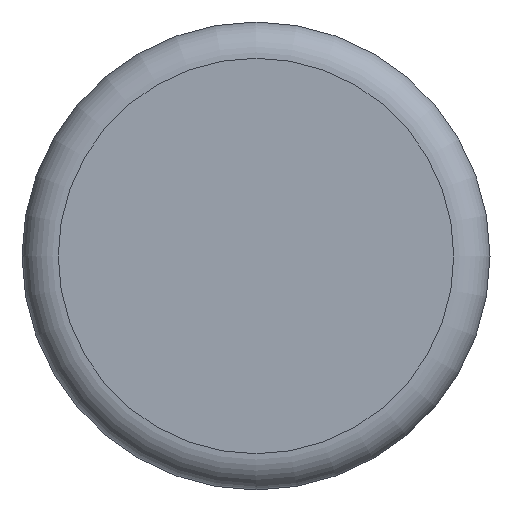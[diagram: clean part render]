
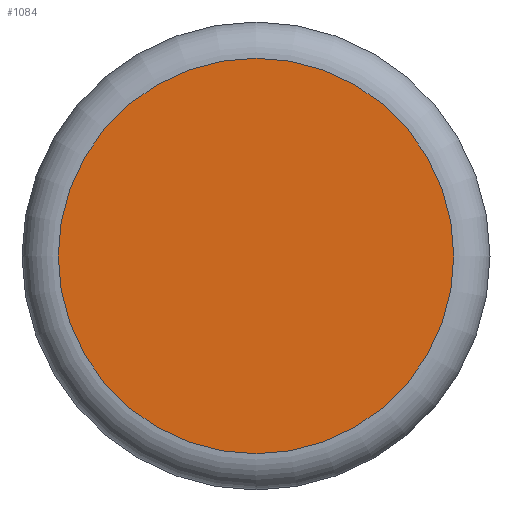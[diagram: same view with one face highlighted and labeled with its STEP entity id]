
A CAD part, left-side view. The second image highlights one B-rep face of the part: STEP entity #1084.
In plain terms, the highlighted face is planar.
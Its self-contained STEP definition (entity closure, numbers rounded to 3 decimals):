
#83=PLANE('',#1292);
#286=FACE_OUTER_BOUND('',#363,.T.);
#363=EDGE_LOOP('',(#807));
#455=CIRCLE('',#1293,27.287);
#534=VERTEX_POINT('',#1871);
#639=EDGE_CURVE('',#534,#534,#455,.T.);
#807=ORIENTED_EDGE('',*,*,#639,.F.);
#1084=ADVANCED_FACE('',(#286),#83,.T.);
#1292=AXIS2_PLACEMENT_3D('',#1870,#1490,#1491);
#1293=AXIS2_PLACEMENT_3D('',#1872,#1492,#1493);
#1490=DIRECTION('center_axis',(1.,0.,0.));
#1491=DIRECTION('ref_axis',(0.,0.,-1.));
#1492=DIRECTION('center_axis',(-1.,0.,0.));
#1493=DIRECTION('ref_axis',(0.,0.,1.));
#1870=CARTESIAN_POINT('Origin',(50.,27.287,0.));
#1871=CARTESIAN_POINT('',(50.,0.,-27.287));
#1872=CARTESIAN_POINT('Origin',(50.,0.,0.));
